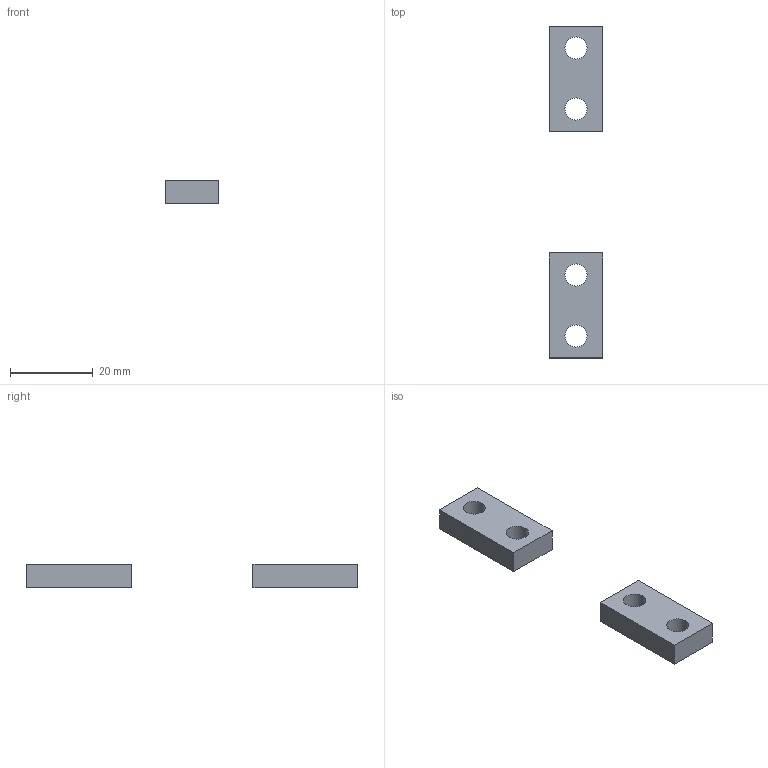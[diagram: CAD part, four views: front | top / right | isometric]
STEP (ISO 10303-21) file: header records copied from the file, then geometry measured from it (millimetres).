
FILE_DESCRIPTION(/* description */ ('Alibre Inc.'),/* implementation_level */ '2;1');
FILE_NAME(/* name */ 'export-8CBF27CB-1AB2-4F6D-9257-ADAF1BD7E532',/* time_stamp */ '2023-12-02T12:24:13-07:00',/* author */ (''),/* organization */ (''),/* preprocessor_version */ 'ST-DEVELOPER v17',/* originating_system */ 'Alibre',/* authorisation */ '');
FILE_SCHEMA (('CONFIG_CONTROL_DESIGN'));
Length unit declared in the file: centimetre
Products named in the file (1): load cell - uxcell 5kg
Bounding box: 13 x 80 x 5.59 mm (x, y, z)
Volume: 3179.1 mm3; surface area: 2368.9 mm2
Topology: 2 solids, 2 shells, 16 faces, 36 edges, 24 vertices
Faces by surface type: plane 12, cylinder 4
Full cylindrical faces by diameter (mm): 5.334 x4
Entity records: 515 total; most frequent: CARTESIAN_POINT 72, ORIENTED_EDGE 64, DIRECTION 60, EDGE_CURVE 32, EDGE_LOOP 28, FACE_BOUND 28, VERTEX_POINT 24, VECTOR 24
